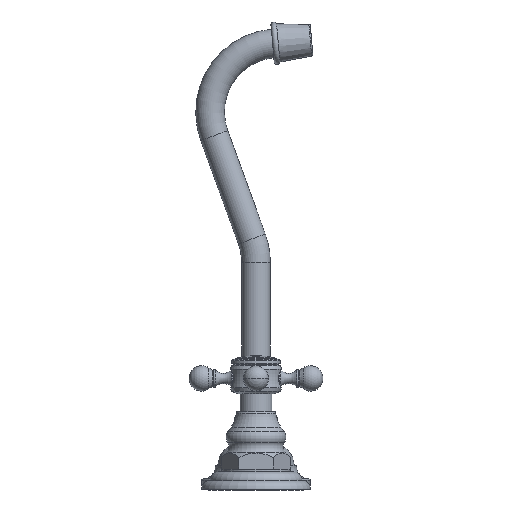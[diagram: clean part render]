
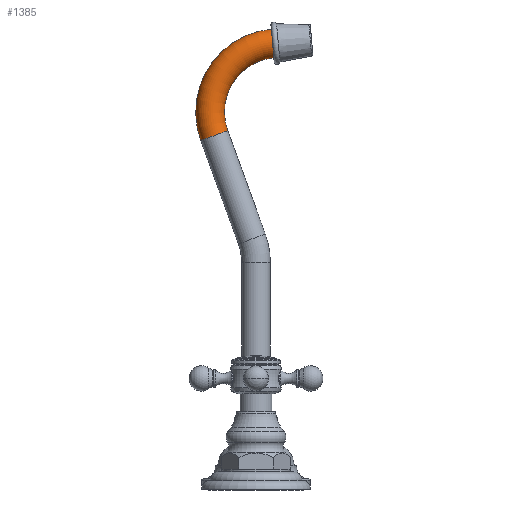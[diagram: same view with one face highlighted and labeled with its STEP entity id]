
A CAD part, left-side view. The second image highlights one B-rep face of the part: STEP entity #1385.
In plain terms, the highlighted toroidal (fillet/blend) face has major radius 38.1 mm and minor radius 7.938 mm.
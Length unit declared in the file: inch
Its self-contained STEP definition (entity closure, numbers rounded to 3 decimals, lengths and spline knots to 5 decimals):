
#595=CARTESIAN_POINT('',(0.,-0.33406,10.01635));
#596=CARTESIAN_POINT('',(-0.00886,-0.33406,
10.01635));
#597=CARTESIAN_POINT('',(-0.02652,-0.33413,
10.0156));
#598=CARTESIAN_POINT('',(-0.05288,-0.33442,
10.01224));
#599=CARTESIAN_POINT('',(-0.07883,-0.33491,
10.00667));
#600=CARTESIAN_POINT('',(-0.10423,-0.33559,
9.99892));
#601=CARTESIAN_POINT('',(-0.12886,-0.33645,
9.98906));
#602=CARTESIAN_POINT('',(-0.15259,-0.33749,
9.97714));
#603=CARTESIAN_POINT('',(-0.17519,-0.33871,
9.96328));
#604=CARTESIAN_POINT('',(-0.19656,-0.34008,
9.94753));
#605=CARTESIAN_POINT('',(-0.21648,-0.34161,
9.93007));
#606=CARTESIAN_POINT('',(-0.23488,-0.34328,
9.91095));
#607=CARTESIAN_POINT('',(-0.25154,-0.34508,
9.89039));
#608=CARTESIAN_POINT('',(-0.26643,-0.347,
9.86844));
#609=CARTESIAN_POINT('',(-0.27937,-0.34902,
9.84537));
#610=CARTESIAN_POINT('',(-0.29032,-0.35113,
9.82123));
#611=CARTESIAN_POINT('',(-0.29916,-0.35331,
9.79632));
#612=CARTESIAN_POINT('',(-0.30586,-0.35556,
9.77068));
#613=CARTESIAN_POINT('',(-0.31034,-0.35783,
9.74464));
#614=CARTESIAN_POINT('',(-0.31259,-0.36014,
9.71824));
#615=CARTESIAN_POINT('',(-0.31259,-0.36245,
9.69182));
#616=CARTESIAN_POINT('',(-0.31034,-0.36476,
9.66542));
#617=CARTESIAN_POINT('',(-0.30586,-0.36704,
9.63938));
#618=CARTESIAN_POINT('',(-0.29916,-0.36929,
9.61374));
#619=CARTESIAN_POINT('',(-0.29032,-0.37146,
9.58883));
#620=CARTESIAN_POINT('',(-0.27937,-0.37358,
9.56469));
#621=CARTESIAN_POINT('',(-0.26643,-0.3756,
9.54162));
#622=CARTESIAN_POINT('',(-0.25154,-0.37752,
9.51967));
#623=CARTESIAN_POINT('',(-0.23487,-0.37931,
9.49911));
#624=CARTESIAN_POINT('',(-0.21648,-0.38099,
9.47999));
#625=CARTESIAN_POINT('',(-0.19656,-0.38251,
9.46253));
#626=CARTESIAN_POINT('',(-0.17519,-0.38389,
9.44678));
#627=CARTESIAN_POINT('',(-0.15259,-0.38511,
9.43292));
#628=CARTESIAN_POINT('',(-0.12886,-0.38615,
9.421));
#629=CARTESIAN_POINT('',(-0.10423,-0.38701,
9.41115));
#630=CARTESIAN_POINT('',(-0.07883,-0.38769,
9.4034));
#631=CARTESIAN_POINT('',(-0.05288,-0.38818,
9.39782));
#632=CARTESIAN_POINT('',(-0.02652,-0.38847,
9.39446));
#633=CARTESIAN_POINT('',(-0.00886,-0.38854,
9.39372));
#634=CARTESIAN_POINT('',(0.,-0.38854,9.39372));
#639=CARTESIAN_POINT('',(0.,0.90954,7.69843));
#640=DIRECTION('',(0.,0.342,0.94));
#641=DIRECTION('',(0.,0.94,-0.342));
#642=AXIS2_PLACEMENT_3D('',#639,#640,#641);
#647=CARTESIAN_POINT('',(0.,-0.5,8.21146));
#648=DIRECTION('',(1.,0.,0.));
#649=DIRECTION('',(0.,0.94,-0.342));
#650=AXIS2_PLACEMENT_3D('',#647,#648,#649);
#765=CARTESIAN_POINT('',(0.,-0.38854,9.39372));
#804=CARTESIAN_POINT('',(0.,-0.33406,10.01635));
#817=CARTESIAN_POINT('',(0.,-0.5,8.21146));
#818=DIRECTION('',(1.,0.,0.));
#819=DIRECTION('',(0.,0.94,-0.342));
#820=AXIS2_PLACEMENT_3D('',#817,#818,#819);
#833=CARTESIAN_POINT('',(0.,0.61588,7.80531));
#834=CARTESIAN_POINT('',(0.,1.20319,7.59155));
#835=VERTEX_POINT('',#833);
#836=VERTEX_POINT('',#834);
#905=VERTEX_POINT('',#765);
#906=VERTEX_POINT('',#804);
#1371=CARTESIAN_POINT('',(0.,-0.5,8.21146));
#1372=DIRECTION('',(1.,0.,0.));
#1373=DIRECTION('',(0.,-0.94,0.342));
#1374=AXIS2_PLACEMENT_3D('',#1371,#1372,#1373);
#1375=TOROIDAL_SURFACE('',#1374,1.5,0.3125);
#1377=ORIENTED_EDGE('',*,*,#1376,.T.);
#1379=ORIENTED_EDGE('',*,*,#1378,.F.);
#1380=ORIENTED_EDGE('',*,*,#1365,.F.);
#1382=ORIENTED_EDGE('',*,*,#1381,.T.);
#1383=EDGE_LOOP('',(#1377,#1379,#1380,#1382));
#1384=FACE_OUTER_BOUND('',#1383,.F.);
#635=B_SPLINE_CURVE_WITH_KNOTS('',3,(#595,#596,#597,#598,#599,#600,#601,#602,
#603,#604,#605,#606,#607,#608,#609,#610,#611,#612,#613,#614,#615,#616,#617,#618,
#619,#620,#621,#622,#623,#624,#625,#626,#627,#628,#629,#630,#631,#632,#633,
#634),.UNSPECIFIED.,.F.,.F.,(4,1,1,1,1,1,1,1,1,1,1,1,1,1,1,1,1,1,1,1,1,1,1,1,1,
1,1,1,1,1,1,1,1,1,1,1,1,4),(0.,0.02703,0.05405,
0.08108,0.10811,0.13514,0.16216,
0.18919,0.21622,0.24324,0.27027,
0.2973,0.32432,0.35135,0.37838,
0.40541,0.43243,0.45946,0.48649,
0.51351,0.54054,0.56757,0.59459,
0.62162,0.64865,0.67568,0.7027,
0.72973,0.75676,0.78378,0.81081,
0.83784,0.86486,0.89189,0.91892,
0.94595,0.97297,1.),.UNSPECIFIED.);
#643=CIRCLE('',#642,0.3125);
#651=CIRCLE('',#650,1.8125);
#821=CIRCLE('',#820,1.1875);
#1365=EDGE_CURVE('',#836,#835,#643,.T.);
#1376=EDGE_CURVE('',#906,#905,#635,.T.);
#1378=EDGE_CURVE('',#835,#905,#821,.T.);
#1381=EDGE_CURVE('',#836,#906,#651,.T.);
#1385=ADVANCED_FACE('',(#1384),#1375,.T.);
